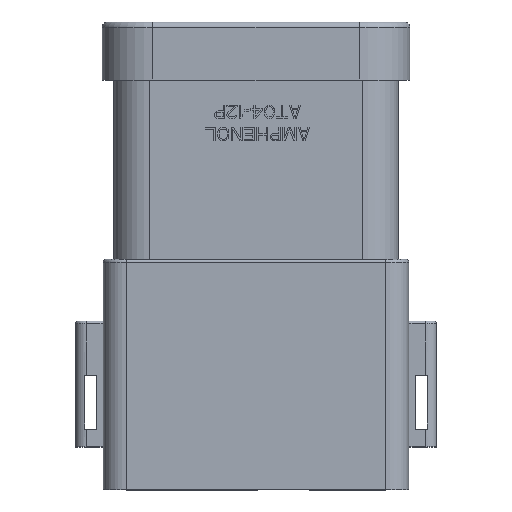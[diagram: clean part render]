
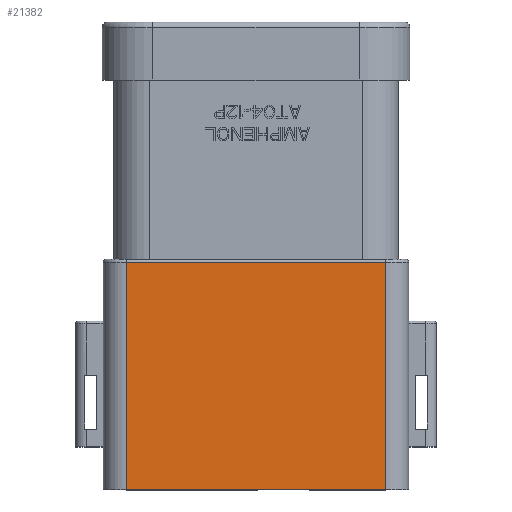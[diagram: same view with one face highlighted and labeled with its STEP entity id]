
A CAD part, top view. The second image highlights one B-rep face of the part: STEP entity #21382.
In plain terms, the highlighted planar face has unit normal (0, 0, 1).
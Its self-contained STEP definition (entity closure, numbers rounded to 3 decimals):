
#2644=DIRECTION('',(0.,1.,0.));
#2645=VECTOR('',#2644,25.5);
#2646=CARTESIAN_POINT('',(14.525,-0.1,11.1));
#2647=LINE('',#2646,#2645);
#2648=DIRECTION('',(-1.,0.,0.));
#2649=VECTOR('',#2648,29.05);
#2650=CARTESIAN_POINT('',(14.525,-0.1,11.1));
#2651=LINE('',#2650,#2649);
#2656=DIRECTION('',(-1.,0.,0.));
#2657=VECTOR('',#2656,29.05);
#2658=CARTESIAN_POINT('',(14.525,25.4,11.1));
#2659=LINE('',#2658,#2657);
#2675=DIRECTION('',(0.,-1.,0.));
#2676=VECTOR('',#2675,25.5);
#2677=CARTESIAN_POINT('',(-14.525,25.4,11.1));
#2678=LINE('',#2677,#2676);
#14578=CARTESIAN_POINT('',(-14.525,-0.1,11.1));
#14579=VERTEX_POINT('',#14578);
#14580=CARTESIAN_POINT('',(14.525,-0.1,11.1));
#14581=VERTEX_POINT('',#14580);
#14656=CARTESIAN_POINT('',(14.525,25.4,11.1));
#14657=VERTEX_POINT('',#14656);
#14658=CARTESIAN_POINT('',(-14.525,25.4,11.1));
#14659=VERTEX_POINT('',#14658);
#21369=CARTESIAN_POINT('',(-17.125,0.,11.1));
#21370=DIRECTION('',(0.,0.,1.));
#21371=DIRECTION('',(1.,0.,0.));
#21372=AXIS2_PLACEMENT_3D('',#21369,#21370,#21371);
#21373=PLANE('',#21372);
#21375=ORIENTED_EDGE('',*,*,#21374,.F.);
#21376=ORIENTED_EDGE('',*,*,#21364,.F.);
#21377=ORIENTED_EDGE('',*,*,#18567,.T.);
#21379=ORIENTED_EDGE('',*,*,#21378,.F.);
#21380=EDGE_LOOP('',(#21375,#21376,#21377,#21379));
#21381=FACE_OUTER_BOUND('',#21380,.F.);
#21382=ADVANCED_FACE('',(#21381),#21373,.T.);
#18567=EDGE_CURVE('',#14581,#14579,#2651,.T.);
#21364=EDGE_CURVE('',#14581,#14657,#2647,.T.);
#21374=EDGE_CURVE('',#14657,#14659,#2659,.T.);
#21378=EDGE_CURVE('',#14659,#14579,#2678,.T.);
